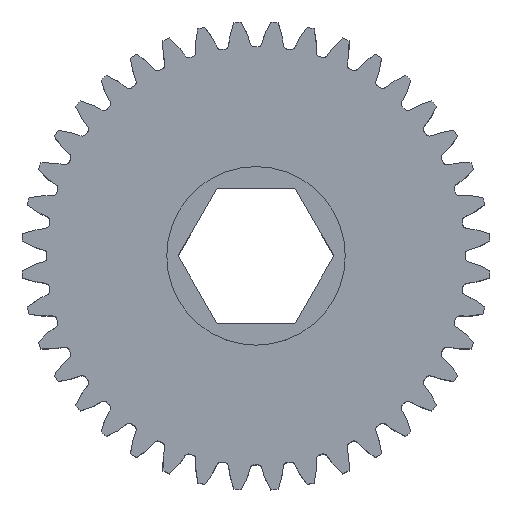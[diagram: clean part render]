
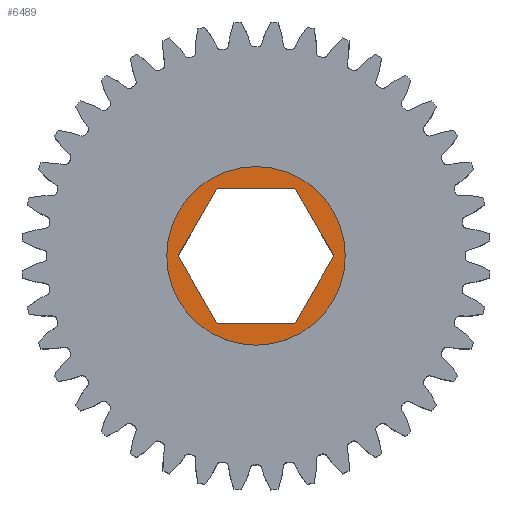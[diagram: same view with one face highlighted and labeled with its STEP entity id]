
A CAD part, top view. The second image highlights one B-rep face of the part: STEP entity #6489.
In plain terms, the highlighted planar face has unit normal (0, 0, 1).
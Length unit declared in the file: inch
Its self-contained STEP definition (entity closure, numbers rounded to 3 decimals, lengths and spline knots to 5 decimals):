
#137 = CARTESIAN_POINT ( 'NONE',  ( -0.21824, 0., 0.25001 ) ) ;
#210 = EDGE_CURVE ( 'NONE', #7926, #5796, #4976, .T. ) ;
#377 = CARTESIAN_POINT ( 'NONE',  ( -0.21824, 0., 0.25001 ) ) ;
#525 = CARTESIAN_POINT ( 'NONE',  ( -0.10912, 0.189, 0.25001 ) ) ;
#752 = VERTEX_POINT ( 'NONE', #12951 ) ;
#1687 = CARTESIAN_POINT ( 'NONE',  ( 0., 0.189, 0.25001 ) ) ;
#1946 = AXIS2_PLACEMENT_3D ( 'NONE', #12072, #11800, #8649 ) ;
#2393 = CIRCLE ( 'NONE', #1946, 0.25 ) ;
#2445 = ORIENTED_EDGE ( 'NONE', *, *, #12933, .F. ) ;
#2590 = LINE ( 'NONE', #525, #7416 ) ;
#2595 = VERTEX_POINT ( 'NONE', #13043 ) ;
#2626 = AXIS2_PLACEMENT_3D ( 'NONE', #8093, #12528, #2686 ) ;
#2686 = DIRECTION ( 'NONE',  ( -1., 0., 0. ) ) ;
#2749 = ORIENTED_EDGE ( 'NONE', *, *, #6925, .F. ) ;
#2816 = CARTESIAN_POINT ( 'NONE',  ( 0.10912, -0.189, 0.25001 ) ) ;
#3098 = CARTESIAN_POINT ( 'NONE',  ( -0.10912, 0.189, 0.25001 ) ) ;
#4215 = VECTOR ( 'NONE', #8577, 39.37008 ) ;
#4218 = VECTOR ( 'NONE', #10752, 39.37008 ) ;
#4520 = CARTESIAN_POINT ( 'NONE',  ( 0.21824, 0., 0.25001 ) ) ;
#4890 = LINE ( 'NONE', #1687, #4215 ) ;
#4976 = LINE ( 'NONE', #13612, #6086 ) ;
#5129 = CIRCLE ( 'NONE', #9501, 0.25 ) ;
#5796 = VERTEX_POINT ( 'NONE', #4520 ) ;
#5961 = EDGE_CURVE ( 'NONE', #8157, #2595, #2393, .T. ) ;
#6086 = VECTOR ( 'NONE', #13684, 39.37008 ) ;
#6489 = ADVANCED_FACE ( 'NONE', ( #7946, #13515 ), #8164, .F. ) ;
#6606 = LINE ( 'NONE', #10824, #8545 ) ;
#6925 = EDGE_CURVE ( 'NONE', #752, #7926, #10955, .T. ) ;
#7294 = ORIENTED_EDGE ( 'NONE', *, *, #9790, .F. ) ;
#7416 = VECTOR ( 'NONE', #10222, 39.37008 ) ;
#7715 = ORIENTED_EDGE ( 'NONE', *, *, #13897, .F. ) ;
#7926 = VERTEX_POINT ( 'NONE', #2816 ) ;
#7946 = FACE_OUTER_BOUND ( 'NONE', #10663, .T. ) ;
#8045 = CARTESIAN_POINT ( 'NONE',  ( -0.25, 0., 0.25001 ) ) ;
#8093 = CARTESIAN_POINT ( 'NONE',  ( 0., 0.25, 0.25001 ) ) ;
#8157 = VERTEX_POINT ( 'NONE', #8045 ) ;
#8164 = PLANE ( 'NONE',  #2626 ) ;
#8465 = ORIENTED_EDGE ( 'NONE', *, *, #13109, .F. ) ;
#8545 = VECTOR ( 'NONE', #11891, 39.37008 ) ;
#8577 = DIRECTION ( 'NONE',  ( -1., 0., 0. ) ) ;
#8649 = DIRECTION ( 'NONE',  ( 1., 0., 0. ) ) ;
#8760 = VECTOR ( 'NONE', #10841, 39.37008 ) ;
#9037 = ORIENTED_EDGE ( 'NONE', *, *, #13028, .F. ) ;
#9439 = VERTEX_POINT ( 'NONE', #10748 ) ;
#9501 = AXIS2_PLACEMENT_3D ( 'NONE', #13841, #13241, #9823 ) ;
#9591 = VERTEX_POINT ( 'NONE', #3098 ) ;
#9790 = EDGE_CURVE ( 'NONE', #9591, #12297, #2590, .T. ) ;
#9823 = DIRECTION ( 'NONE',  ( 1., 0., 0. ) ) ;
#9954 = CARTESIAN_POINT ( 'NONE',  ( 0., -0.189, 0.25001 ) ) ;
#10146 = EDGE_LOOP ( 'NONE', ( #12105, #2749, #2445, #7294, #8465, #9037 ) ) ;
#10222 = DIRECTION ( 'NONE',  ( -0.5, -0.866, 0. ) ) ;
#10663 = EDGE_LOOP ( 'NONE', ( #7715, #11654 ) ) ;
#10748 = CARTESIAN_POINT ( 'NONE',  ( 0.10912, 0.189, 0.25001 ) ) ;
#10752 = DIRECTION ( 'NONE',  ( 1., 0., 0. ) ) ;
#10824 = CARTESIAN_POINT ( 'NONE',  ( 0.21824, 0., 0.25001 ) ) ;
#10841 = DIRECTION ( 'NONE',  ( 0.5, -0.866, 0. ) ) ;
#10955 = LINE ( 'NONE', #9954, #4218 ) ;
#11654 = ORIENTED_EDGE ( 'NONE', *, *, #5961, .F. ) ;
#11800 = DIRECTION ( 'NONE',  ( 0., 0., -1. ) ) ;
#11891 = DIRECTION ( 'NONE',  ( -0.5, 0.866, 0. ) ) ;
#12072 = CARTESIAN_POINT ( 'NONE',  ( 0., 0., 0.25001 ) ) ;
#12105 = ORIENTED_EDGE ( 'NONE', *, *, #210, .F. ) ;
#12297 = VERTEX_POINT ( 'NONE', #377 ) ;
#12528 = DIRECTION ( 'NONE',  ( 0., 0., -1. ) ) ;
#12933 = EDGE_CURVE ( 'NONE', #12297, #752, #12977, .T. ) ;
#12951 = CARTESIAN_POINT ( 'NONE',  ( -0.10912, -0.189, 0.25001 ) ) ;
#12977 = LINE ( 'NONE', #137, #8760 ) ;
#13028 = EDGE_CURVE ( 'NONE', #5796, #9439, #6606, .T. ) ;
#13043 = CARTESIAN_POINT ( 'NONE',  ( 0.25, 0., 0.25001 ) ) ;
#13109 = EDGE_CURVE ( 'NONE', #9439, #9591, #4890, .T. ) ;
#13241 = DIRECTION ( 'NONE',  ( 0., 0., -1. ) ) ;
#13515 = FACE_BOUND ( 'NONE', #10146, .T. ) ;
#13612 = CARTESIAN_POINT ( 'NONE',  ( 0.10912, -0.189, 0.25001 ) ) ;
#13684 = DIRECTION ( 'NONE',  ( 0.5, 0.866, 0. ) ) ;
#13841 = CARTESIAN_POINT ( 'NONE',  ( 0., 0., 0.25001 ) ) ;
#13897 = EDGE_CURVE ( 'NONE', #2595, #8157, #5129, .T. ) ;
